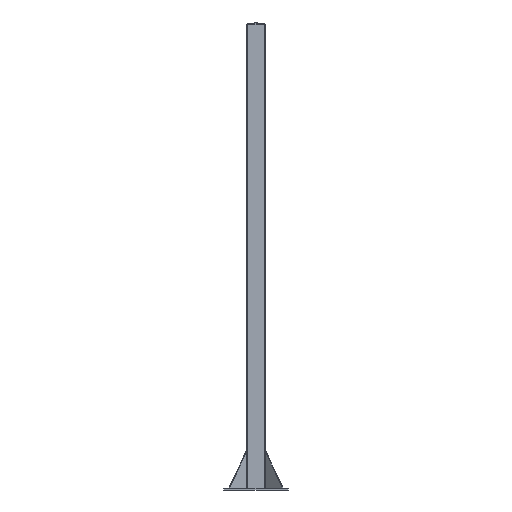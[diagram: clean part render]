
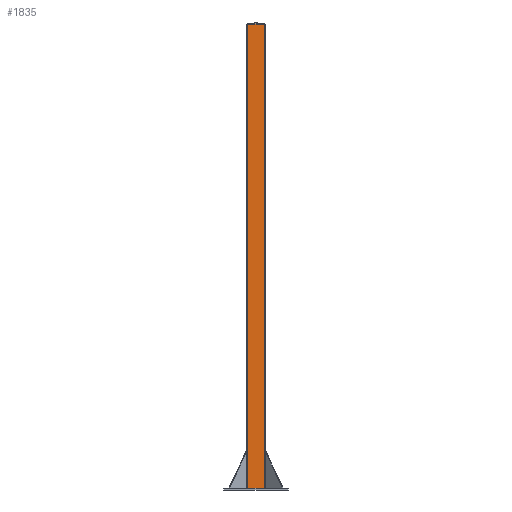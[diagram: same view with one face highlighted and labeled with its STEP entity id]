
A CAD part, left-side view. The second image highlights one B-rep face of the part: STEP entity #1835.
In plain terms, the highlighted planar face has unit normal (-1, 0, 0).
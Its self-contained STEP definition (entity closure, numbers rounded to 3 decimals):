
#1835=ADVANCED_FACE('',(#3241),#3242,.F.);
#3241=FACE_OUTER_BOUND('',#7489,.T.);
#3242=PLANE('',#7490);
#7489=EDGE_LOOP('',(#9753,#9754,#9755,#9756));
#7490=AXIS2_PLACEMENT_3D('',#9757,#9758,#9759);
#9753=ORIENTED_EDGE('',*,*,#11363,.T.);
#9754=ORIENTED_EDGE('',*,*,#11364,.T.);
#9755=ORIENTED_EDGE('',*,*,#11365,.F.);
#9756=ORIENTED_EDGE('',*,*,#11361,.T.);
#9757=CARTESIAN_POINT('',(-115.0,120.556,27.778));
#9758=DIRECTION('',(1.0,0.0,0.0));
#9759=DIRECTION('',(0.0,0.0,-1.0));
#11361=EDGE_CURVE('',#12719,#12723,#12725,.T.);
#11363=EDGE_CURVE('',#12723,#12727,#12728,.T.);
#11364=EDGE_CURVE('',#12727,#12729,#12730,.F.);
#11365=EDGE_CURVE('',#12719,#12729,#12731,.T.);
#12719=VERTEX_POINT('',#16310);
#12723=VERTEX_POINT('',#16315);
#12725=LINE('',#16317,#16318);
#12727=VERTEX_POINT('',#16320);
#12728=LINE('',#16321,#16322);
#12729=VERTEX_POINT('',#16323);
#12730=LINE('',#16324,#16325);
#12731=LINE('',#16326,#16327);
#16310=CARTESIAN_POINT('',(-115.0,113.056,27.778));
#16315=CARTESIAN_POINT('',(-115.0,113.056,-3562.222));
#16317=CARTESIAN_POINT('',(-115.0,113.056,27.778));
#16318=VECTOR('',#17968,1.0);
#16320=CARTESIAN_POINT('',(-115.0,-11.944,-3562.222));
#16321=CARTESIAN_POINT('',(-115.0,120.556,-3562.222));
#16322=VECTOR('',#17969,1.0);
#16323=CARTESIAN_POINT('',(-115.0,-11.944,27.778));
#16324=CARTESIAN_POINT('',(-115.0,-11.944,27.778));
#16325=VECTOR('',#17970,1.0);
#16326=CARTESIAN_POINT('',(-115.0,120.556,27.778));
#16327=VECTOR('',#17971,1.0);
#17968=DIRECTION('',(0.0,0.0,-1.0));
#17969=DIRECTION('',(0.0,-1.0,0.0));
#17970=DIRECTION('',(0.0,0.0,-1.0));
#17971=DIRECTION('',(0.0,-1.0,0.0));
